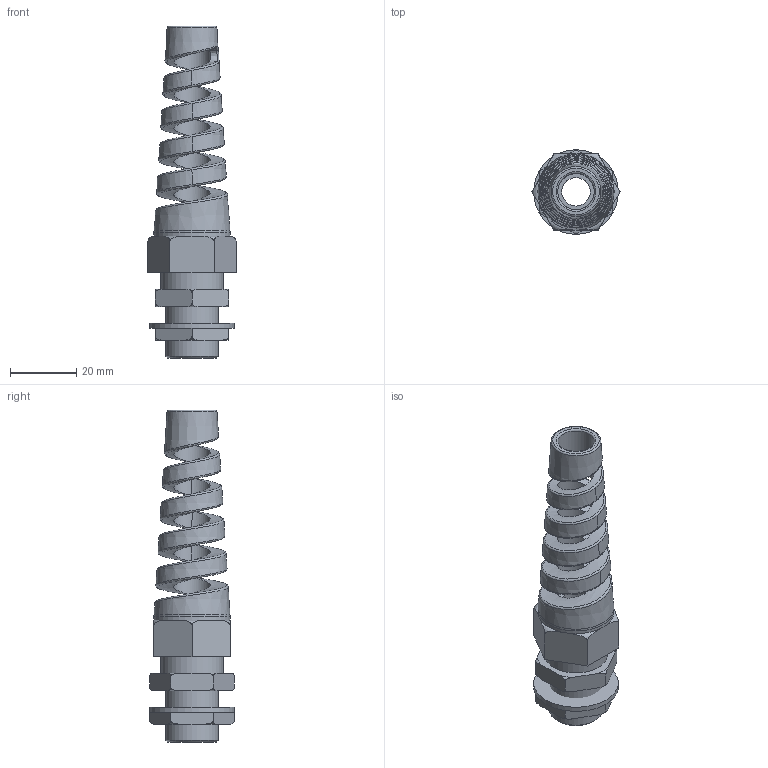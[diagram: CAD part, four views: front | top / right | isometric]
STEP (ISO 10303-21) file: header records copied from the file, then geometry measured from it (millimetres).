
FILE_DESCRIPTION(/* description */ ('KSS Wiring: Cable gland with strain relief M16x1.5'),/* implementation_level */ '2;1');
FILE_NAME(/* name */ 'AGR16SR.stp',/* time_stamp */ '2019-10-09T15:35:49+07:00',/* author */ ('lenovo'),/* organization */ ('Autoliv Romania'),/* preprocessor_version */ 'ST-DEVELOPER v16.13',/* originating_system */ 'Autodesk Inventor 2018',/* authorisation */ 'RBT/TCO');
FILE_SCHEMA (('AUTOMOTIVE_DESIGN { 1 0 10303 214 3 1 1 }'));
Length unit declared in the file: millimetre
Products named in the file (4): AGR16SR; Cord Grip Base; Cord Grip Cap; Cord Grip Nut
Assembly tree (3 placements, depth 2):
  AGR16SR
    Cord Grip Base
    Cord Grip Cap
    Cord Grip Nut
Bounding box: 26.56 x 25.52 x 100.18 mm (x, y, z)
Volume: 18221.6 mm3; surface area: 13375.8 mm2
Topology: 3 solids, 3 shells, 92 faces, 232 edges, 149 vertices
Faces by surface type: plane 29, torus 27, bspline 15, cylinder 12, cone 9
Full cylindrical faces by diameter (mm): 8.585 x1, 10.922 x1, 11 x4, 14.478 x1, 16.002 x1, 18.796 x1, 19 x1, 23 x1, 25.517 x1
Entity records: 4777 total; most frequent: CARTESIAN_POINT 2863, ORIENTED_EDGE 368, DIRECTION 322, EDGE_CURVE 184, AXIS2_PLACEMENT_3D 137, VERTEX_POINT 127, EDGE_LOOP 115, FACE_OUTER_BOUND 85
